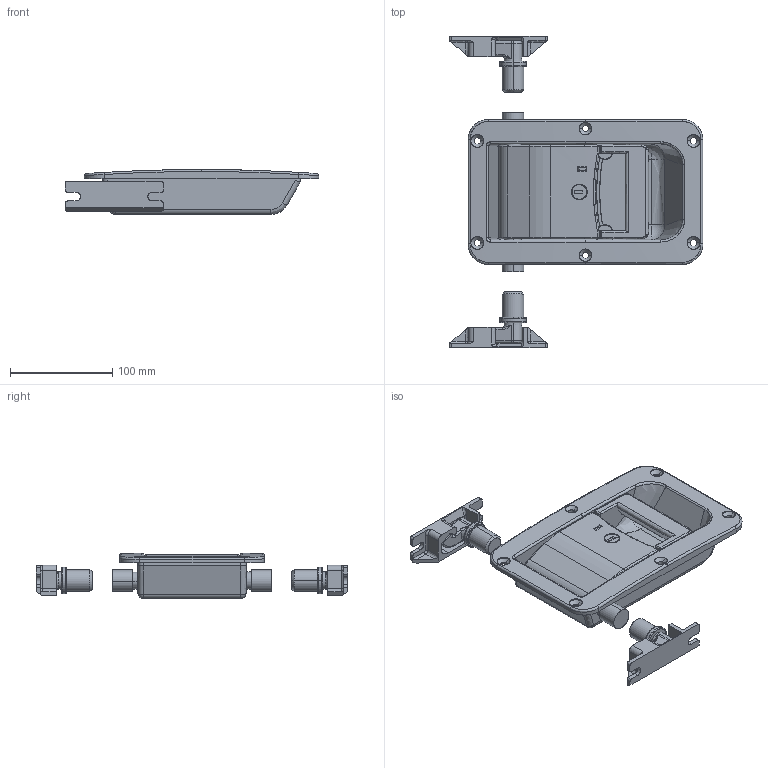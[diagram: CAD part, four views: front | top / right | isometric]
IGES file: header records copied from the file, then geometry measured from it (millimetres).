
Start section: SolidWorks IGES file using analytic representation for surfaces
Global section: file name: FA-816-1-A.IGS; native system: SolidWorks 2008; preprocessor: SolidWorks 2008; author: Pub70; date: 101116.165153; units: millimetre
Bounding box: 248.5 x 305 x 44.14 mm (x, y, z)
Surface area: 207480.8 mm2 (no closed solid volume)
Topology: 0 solids, 0 shells, 723 faces, 8524 edges, 8507 vertices
Faces by surface type: bspline 380, revolution 343
